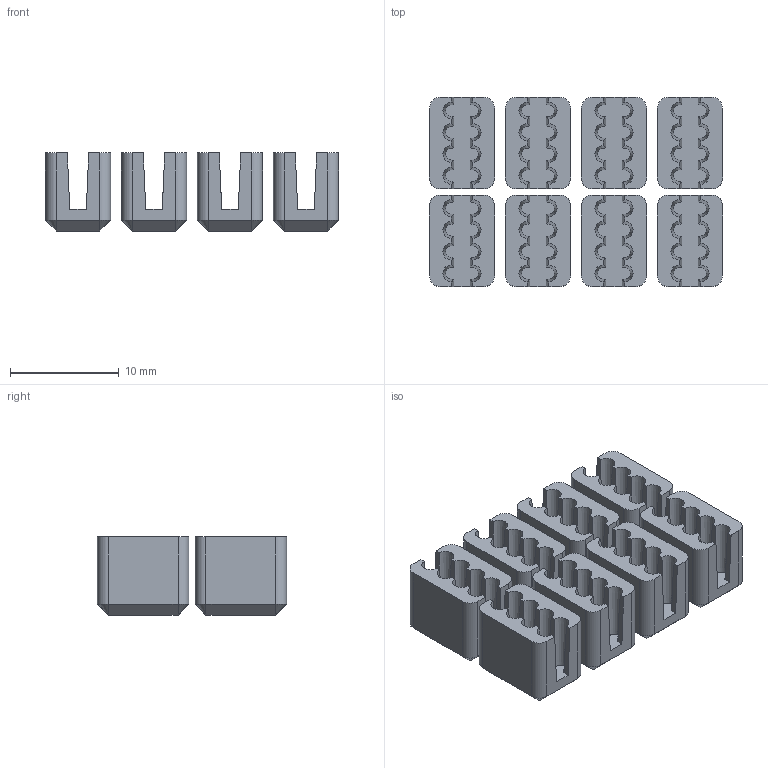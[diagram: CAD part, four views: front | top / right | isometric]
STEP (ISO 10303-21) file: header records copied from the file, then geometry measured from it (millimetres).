
FILE_DESCRIPTION(/* description */ (''),/* implementation_level */ '2;1');
FILE_NAME(/* name */ 'Belt Clip GT-2 9 mm.step',/* time_stamp */ '2021-03-25T21:44:46+01:00',/* author */ (''),/* organization */ (''),/* preprocessor_version */ 'ST-DEVELOPER v18.1',/* originating_system */ 'Autodesk Translation Framework v9.10.0.1330',/* authorisation */ '');
FILE_SCHEMA (('AUTOMOTIVE_DESIGN { 1 0 10303 214 3 1 1 }'));
Length unit declared in the file: millimetre
Products named in the file (10): Belt Clip GT-2 9 mm; Belt Clip GT-2 9 mm_1; Part 8; Part 7; Part 6; Part 5; Part 4; Part 3; Part 2; Part 1
Assembly tree (9 placements, depth 3):
  Belt Clip GT-2 9 mm
    Belt Clip GT-2 9 mm_1
      Part 8
      Part 7
      Part 6
      Part 5
      Part 4
      Part 3
      Part 2
      Part 1
Bounding box: 27 x 17.43 x 7.2 mm (x, y, z)
Volume: 1874.6 mm3; surface area: 3039.5 mm2
Topology: 8 solids, 8 shells, 432 faces, 1248 edges, 736 vertices
Faces by surface type: cone 224, plane 176, cylinder 32
Entity records: 14868 total; most frequent: CARTESIAN_POINT 4067, ORIENTED_EDGE 2304, DIRECTION 2182, EDGE_CURVE 1152, AXIS2_PLACEMENT_3D 771, VERTEX_POINT 736, LINE 640, VECTOR 640
